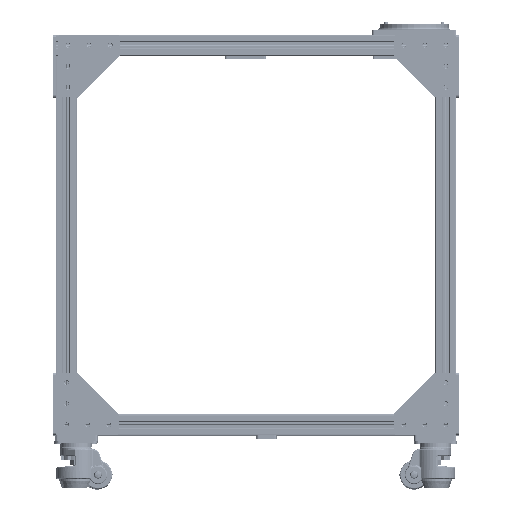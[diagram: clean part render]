
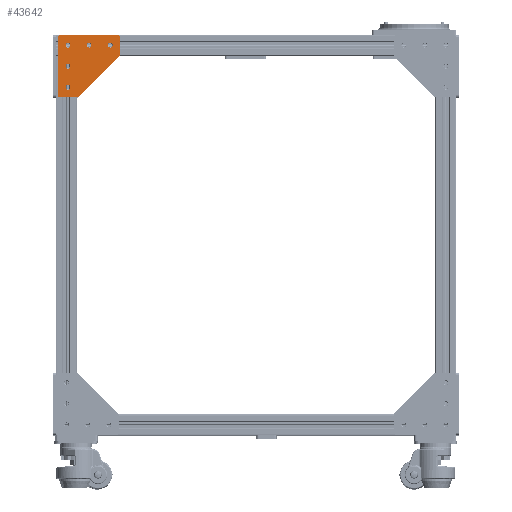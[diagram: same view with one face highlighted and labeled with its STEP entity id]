
A CAD part, top view. The second image highlights one B-rep face of the part: STEP entity #43642.
In plain terms, the highlighted face is planar.
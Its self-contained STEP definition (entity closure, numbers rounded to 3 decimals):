
#43207=CARTESIAN_POINT('',(0.,5.,0.));
#43208=VERTEX_POINT('',#43207);
#43215=CARTESIAN_POINT('',(0.,128.,0.));
#43216=VERTEX_POINT('',#43215);
#43217=CARTESIAN_POINT('',(0.,5.,0.));
#43218=DIRECTION('',(0.,1.,0.));
#43219=VECTOR('',#43218,123.);
#43220=LINE('',#43217,#43219);
#43221=EDGE_CURVE('',#43208,#43216,#43220,.T.);
#43247=CARTESIAN_POINT('',(-5.,133.,0.));
#43248=VERTEX_POINT('',#43247);
#43255=CARTESIAN_POINT('',(-41.929,133.,0.));
#43256=VERTEX_POINT('',#43255);
#43257=CARTESIAN_POINT('',(-5.,133.,0.));
#43258=DIRECTION('',(-1.,0.,0.));
#43259=VECTOR('',#43258,36.929);
#43260=LINE('',#43257,#43259);
#43261=EDGE_CURVE('',#43248,#43256,#43260,.T.);
#43287=CARTESIAN_POINT('',(-45.464,131.536,0.));
#43288=VERTEX_POINT('',#43287);
#43295=CARTESIAN_POINT('',(-131.536,45.464,0.));
#43296=VERTEX_POINT('',#43295);
#43297=CARTESIAN_POINT('',(-45.464,131.536,0.));
#43298=DIRECTION('',(-0.707,-0.707,0.));
#43299=VECTOR('',#43298,121.723);
#43300=LINE('',#43297,#43299);
#43301=EDGE_CURVE('',#43288,#43296,#43300,.T.);
#43327=CARTESIAN_POINT('',(-133.,41.929,0.));
#43328=VERTEX_POINT('',#43327);
#43335=CARTESIAN_POINT('',(-133.,5.,0.));
#43336=VERTEX_POINT('',#43335);
#43337=CARTESIAN_POINT('',(-133.,41.929,0.));
#43338=DIRECTION('',(0.,-1.,0.));
#43339=VECTOR('',#43338,36.929);
#43340=LINE('',#43337,#43339);
#43341=EDGE_CURVE('',#43328,#43336,#43340,.T.);
#43357=CARTESIAN_POINT('',(-128.,-0.,0.));
#43358=VERTEX_POINT('',#43357);
#43359=CARTESIAN_POINT('',(-5.,-0.,0.));
#43360=VERTEX_POINT('',#43359);
#43361=CARTESIAN_POINT('',(-128.,-0.,0.));
#43362=DIRECTION('',(1.,0.,-0.));
#43363=VECTOR('',#43362,123.);
#43364=LINE('',#43361,#43363);
#43365=EDGE_CURVE('',#43358,#43360,#43364,.T.);
#43540=CARTESIAN_POINT('',(0.,0.,0.));
#43541=DIRECTION('',(0.,0.,-1.));
#43542=DIRECTION('',(-1.,0.,0.));
#43543=AXIS2_PLACEMENT_3D('',#43540,#43541,#43542);
#43544=PLANE('',#43543);
#43545=CARTESIAN_POINT('',(-116.7,21.5,0.));
#43546=VERTEX_POINT('',#43545);
#43547=CARTESIAN_POINT('',(-111.5,21.5,0.));
#43548=DIRECTION('',(0.,0.,1.));
#43549=DIRECTION('',(-1.,0.,0.));
#43550=AXIS2_PLACEMENT_3D('',#43547,#43548,#43549);
#43551=CIRCLE('',#43550,5.2);
#43552=EDGE_CURVE('',#43546,#43546,#43551,.T.);
#43553=ORIENTED_EDGE('',*,*,#43552,.T.);
#43554=EDGE_LOOP('',(#43553));
#43555=FACE_BOUND('',#43554,.T.);
#43556=CARTESIAN_POINT('',(-71.7,21.5,0.));
#43557=VERTEX_POINT('',#43556);
#43558=CARTESIAN_POINT('',(-66.5,21.5,0.));
#43559=DIRECTION('',(0.,0.,1.));
#43560=DIRECTION('',(-1.,0.,0.));
#43561=AXIS2_PLACEMENT_3D('',#43558,#43559,#43560);
#43562=CIRCLE('',#43561,5.2);
#43563=EDGE_CURVE('',#43557,#43557,#43562,.T.);
#43564=ORIENTED_EDGE('',*,*,#43563,.T.);
#43565=EDGE_LOOP('',(#43564));
#43566=FACE_BOUND('',#43565,.T.);
#43567=CARTESIAN_POINT('',(-26.7,21.5,0.));
#43568=VERTEX_POINT('',#43567);
#43569=CARTESIAN_POINT('',(-21.5,21.5,0.));
#43570=DIRECTION('',(0.,0.,1.));
#43571=DIRECTION('',(-1.,0.,0.));
#43572=AXIS2_PLACEMENT_3D('',#43569,#43570,#43571);
#43573=CIRCLE('',#43572,5.2);
#43574=EDGE_CURVE('',#43568,#43568,#43573,.T.);
#43575=ORIENTED_EDGE('',*,*,#43574,.T.);
#43576=EDGE_LOOP('',(#43575));
#43577=FACE_BOUND('',#43576,.T.);
#43578=CARTESIAN_POINT('',(-26.7,66.5,0.));
#43579=VERTEX_POINT('',#43578);
#43580=CARTESIAN_POINT('',(-21.5,66.5,0.));
#43581=DIRECTION('',(0.,0.,1.));
#43582=DIRECTION('',(-1.,0.,0.));
#43583=AXIS2_PLACEMENT_3D('',#43580,#43581,#43582);
#43584=CIRCLE('',#43583,5.2);
#43585=EDGE_CURVE('',#43579,#43579,#43584,.T.);
#43586=ORIENTED_EDGE('',*,*,#43585,.T.);
#43587=EDGE_LOOP('',(#43586));
#43588=FACE_BOUND('',#43587,.T.);
#43589=CARTESIAN_POINT('',(-26.7,111.5,0.));
#43590=VERTEX_POINT('',#43589);
#43591=CARTESIAN_POINT('',(-21.5,111.5,0.));
#43592=DIRECTION('',(0.,0.,1.));
#43593=DIRECTION('',(-1.,0.,0.));
#43594=AXIS2_PLACEMENT_3D('',#43591,#43592,#43593);
#43595=CIRCLE('',#43594,5.2);
#43596=EDGE_CURVE('',#43590,#43590,#43595,.T.);
#43597=ORIENTED_EDGE('',*,*,#43596,.T.);
#43598=EDGE_LOOP('',(#43597));
#43599=FACE_BOUND('',#43598,.T.);
#43600=ORIENTED_EDGE('',*,*,#43221,.F.);
#43601=CARTESIAN_POINT('',(-5.,5.,0.));
#43602=DIRECTION('',(0.,0.,-1.));
#43603=DIRECTION('',(-1.,0.,0.));
#43604=AXIS2_PLACEMENT_3D('',#43601,#43602,#43603);
#43605=CIRCLE('',#43604,5.);
#43606=EDGE_CURVE('',#43208,#43360,#43605,.T.);
#43607=ORIENTED_EDGE('',*,*,#43606,.T.);
#43608=ORIENTED_EDGE('',*,*,#43365,.F.);
#43609=CARTESIAN_POINT('',(-128.,5.,0.));
#43610=DIRECTION('',(0.,0.,-1.));
#43611=DIRECTION('',(-1.,0.,0.));
#43612=AXIS2_PLACEMENT_3D('',#43609,#43610,#43611);
#43613=CIRCLE('',#43612,5.);
#43614=EDGE_CURVE('',#43358,#43336,#43613,.T.);
#43615=ORIENTED_EDGE('',*,*,#43614,.T.);
#43616=ORIENTED_EDGE('',*,*,#43341,.F.);
#43617=CARTESIAN_POINT('',(-128.,41.929,0.));
#43618=DIRECTION('',(0.,0.,-1.));
#43619=DIRECTION('',(-1.,0.,0.));
#43620=AXIS2_PLACEMENT_3D('',#43617,#43618,#43619);
#43621=CIRCLE('',#43620,5.);
#43622=EDGE_CURVE('',#43328,#43296,#43621,.T.);
#43623=ORIENTED_EDGE('',*,*,#43622,.T.);
#43624=ORIENTED_EDGE('',*,*,#43301,.F.);
#43625=CARTESIAN_POINT('',(-41.929,128.,0.));
#43626=DIRECTION('',(0.,0.,-1.));
#43627=DIRECTION('',(-1.,0.,0.));
#43628=AXIS2_PLACEMENT_3D('',#43625,#43626,#43627);
#43629=CIRCLE('',#43628,5.);
#43630=EDGE_CURVE('',#43288,#43256,#43629,.T.);
#43631=ORIENTED_EDGE('',*,*,#43630,.T.);
#43632=ORIENTED_EDGE('',*,*,#43261,.F.);
#43633=CARTESIAN_POINT('',(-5.,128.,0.));
#43634=DIRECTION('',(0.,0.,-1.));
#43635=DIRECTION('',(-1.,0.,0.));
#43636=AXIS2_PLACEMENT_3D('',#43633,#43634,#43635);
#43637=CIRCLE('',#43636,5.);
#43638=EDGE_CURVE('',#43248,#43216,#43637,.T.);
#43639=ORIENTED_EDGE('',*,*,#43638,.T.);
#43640=EDGE_LOOP('',(#43600,#43607,#43608,#43615,#43616,#43623,#43624,#43631,#43632,#43639));
#43641=FACE_BOUND('',#43640,.T.);
#43642=ADVANCED_FACE('',(#43555,#43566,#43577,#43588,#43599,#43641),#43544,.T.);
